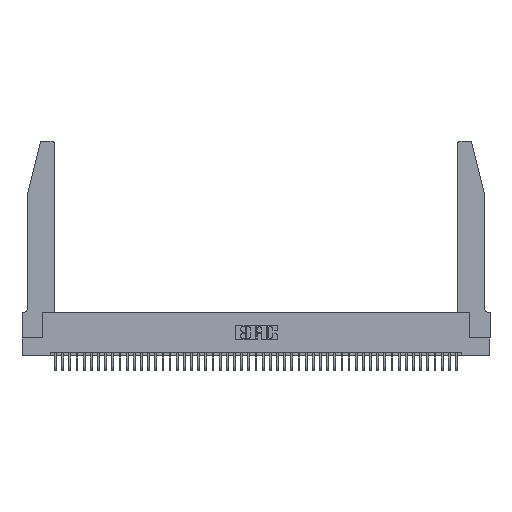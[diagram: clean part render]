
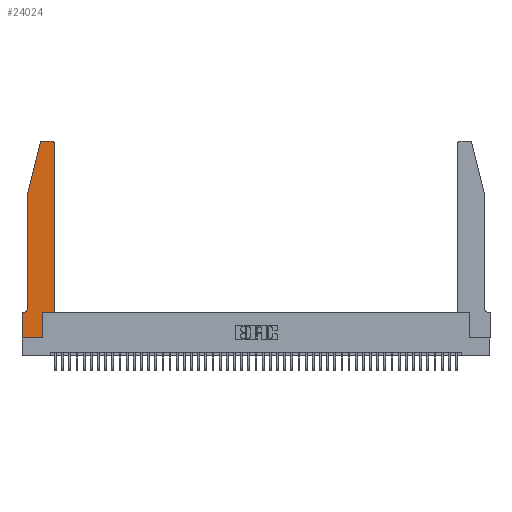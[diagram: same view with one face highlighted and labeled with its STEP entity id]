
A CAD part, top view. The second image highlights one B-rep face of the part: STEP entity #24024.
In plain terms, the highlighted planar face has unit normal (0, 0, 1).
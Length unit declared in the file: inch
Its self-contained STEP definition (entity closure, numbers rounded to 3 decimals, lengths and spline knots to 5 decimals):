
#345 = EDGE_CURVE ( 'NONE', #34264, #29567, #11310, .T. ) ;
#781 = DIRECTION ( 'NONE',  ( -1., 0., 0. ) ) ;
#2058 = LINE ( 'NONE', #44262, #3239 ) ;
#2749 = LINE ( 'NONE', #40400, #38336 ) ;
#3075 = EDGE_LOOP ( 'NONE', ( #29355, #25997, #47663, #41742, #19219, #29306, #20963, #21225, #25585, #7394, #8285, #41542 ) ) ;
#3239 = VECTOR ( 'NONE', #44422, 39.37008 ) ;
#3303 = AXIS2_PLACEMENT_3D ( 'NONE', #23238, #4795, #8295 ) ;
#3376 = EDGE_CURVE ( 'NONE', #41655, #21968, #2058, .T. ) ;
#3666 = AXIS2_PLACEMENT_3D ( 'NONE', #13938, #28886, #48107 ) ;
#4795 = DIRECTION ( 'NONE',  ( 0., 0., 1. ) ) ;
#5225 = CARTESIAN_POINT ( 'NONE',  ( 0.4505, 0.35, 0.37 ) ) ;
#5870 = EDGE_CURVE ( 'NONE', #48402, #34264, #25099, .T. ) ;
#6466 = VERTEX_POINT ( 'NONE', #30062 ) ;
#7394 = ORIENTED_EDGE ( 'NONE', *, *, #5870, .T. ) ;
#8285 = ORIENTED_EDGE ( 'NONE', *, *, #345, .T. ) ;
#8295 = DIRECTION ( 'NONE',  ( 1., 0., 0. ) ) ;
#8577 = CARTESIAN_POINT ( 'NONE',  ( 0.4505, 0.35, 0.37 ) ) ;
#9289 = EDGE_CURVE ( 'NONE', #21968, #46620, #46520, .T. ) ;
#9581 = CARTESIAN_POINT ( 'NONE',  ( 0., 0.35, 0.37 ) ) ;
#10497 = CARTESIAN_POINT ( 'NONE',  ( 0., 0., 0.37 ) ) ;
#11090 = CARTESIAN_POINT ( 'NONE',  ( 0., 0., 0.37 ) ) ;
#11310 = LINE ( 'NONE', #8577, #46923 ) ;
#13938 = CARTESIAN_POINT ( 'NONE',  ( 0.0055, 0.42, 0.37 ) ) ;
#14220 = LINE ( 'NONE', #29915, #40942 ) ;
#14325 = CARTESIAN_POINT ( 'NONE',  ( 0.4205, 2.75, 0.37 ) ) ;
#14739 = CARTESIAN_POINT ( 'NONE',  ( 0.2865, 0.35, 0.37 ) ) ;
#14821 = CARTESIAN_POINT ( 'NONE',  ( 0., 0., 0.37 ) ) ;
#15746 = CARTESIAN_POINT ( 'NONE',  ( 0.2605, 2.75, 0.37 ) ) ;
#16567 = LINE ( 'NONE', #14821, #42695 ) ;
#17396 = VECTOR ( 'NONE', #45947, 39.37008 ) ;
#18154 = CARTESIAN_POINT ( 'NONE',  ( 0.4205, 2.72, 0.37 ) ) ;
#18718 = CARTESIAN_POINT ( 'NONE',  ( 0.2865, 0., 0.37 ) ) ;
#19201 = EDGE_CURVE ( 'NONE', #40175, #6466, #2749, .T. ) ;
#19219 = ORIENTED_EDGE ( 'NONE', *, *, #20472, .T. ) ;
#19317 = CARTESIAN_POINT ( 'NONE',  ( 0.284, 2.75, 0.37 ) ) ;
#20472 = EDGE_CURVE ( 'NONE', #6466, #41655, #38161, .T. ) ;
#20822 = VECTOR ( 'NONE', #781, 39.37008 ) ;
#20839 = CARTESIAN_POINT ( 'NONE',  ( 0.4505, 0.35, 0.37 ) ) ;
#20963 = ORIENTED_EDGE ( 'NONE', *, *, #9289, .T. ) ;
#21225 = ORIENTED_EDGE ( 'NONE', *, *, #23782, .T. ) ;
#21968 = VERTEX_POINT ( 'NONE', #9581 ) ;
#22190 = VECTOR ( 'NONE', #25479, 39.37008 ) ;
#23238 = CARTESIAN_POINT ( 'NONE',  ( 0.284, 2.72, 0.37 ) ) ;
#23782 = EDGE_CURVE ( 'NONE', #46620, #31902, #16567, .T. ) ;
#23964 = DIRECTION ( 'NONE',  ( 1., 0., 0. ) ) ;
#24024 = ADVANCED_FACE ( 'NONE', ( #33777 ), #38848, .T. ) ;
#24125 = AXIS2_PLACEMENT_3D ( 'NONE', #18154, #33231, #33386 ) ;
#24146 = CARTESIAN_POINT ( 'NONE',  ( 0.0755, 2., 0.37 ) ) ;
#24715 = CARTESIAN_POINT ( 'NONE',  ( 0.4505, 2.72, 0.37 ) ) ;
#25099 = LINE ( 'NONE', #20839, #30424 ) ;
#25479 = DIRECTION ( 'NONE',  ( 0., 1., 0. ) ) ;
#25585 = ORIENTED_EDGE ( 'NONE', *, *, #27411, .T. ) ;
#25759 = VERTEX_POINT ( 'NONE', #19317 ) ;
#25997 = ORIENTED_EDGE ( 'NONE', *, *, #29201, .T. ) ;
#27411 = EDGE_CURVE ( 'NONE', #31902, #48402, #44138, .T. ) ;
#28209 = CARTESIAN_POINT ( 'NONE',  ( 0.25487, 2.72718, 0.37 ) ) ;
#28886 = DIRECTION ( 'NONE',  ( 0., 0., -1. ) ) ;
#29003 = DIRECTION ( 'NONE',  ( 0., -1., 0. ) ) ;
#29201 = EDGE_CURVE ( 'NONE', #25759, #35549, #45812, .T. ) ;
#29306 = ORIENTED_EDGE ( 'NONE', *, *, #3376, .T. ) ;
#29355 = ORIENTED_EDGE ( 'NONE', *, *, #29907, .T. ) ;
#29567 = VERTEX_POINT ( 'NONE', #24715 ) ;
#29907 = EDGE_CURVE ( 'NONE', #36457, #25759, #36831, .T. ) ;
#29915 = CARTESIAN_POINT ( 'NONE',  ( 0.0755, 2., 0.37 ) ) ;
#30062 = CARTESIAN_POINT ( 'NONE',  ( 0.0755, 0.42, 0.37 ) ) ;
#30424 = VECTOR ( 'NONE', #31805, 39.37008 ) ;
#31435 = CARTESIAN_POINT ( 'NONE',  ( 0.0055, 0.35, 0.37 ) ) ;
#31805 = DIRECTION ( 'NONE',  ( 1., 0., 0. ) ) ;
#31902 = VERTEX_POINT ( 'NONE', #18718 ) ;
#32988 = EDGE_CURVE ( 'NONE', #29567, #36457, #36509, .T. ) ;
#33231 = DIRECTION ( 'NONE',  ( 0., 0., 1. ) ) ;
#33386 = DIRECTION ( 'NONE',  ( 1., 0., 0. ) ) ;
#33777 = FACE_OUTER_BOUND ( 'NONE', #3075, .T. ) ;
#34264 = VERTEX_POINT ( 'NONE', #5225 ) ;
#35549 = VERTEX_POINT ( 'NONE', #28209 ) ;
#36457 = VERTEX_POINT ( 'NONE', #14325 ) ;
#36509 = CIRCLE ( 'NONE', #24125, 0.03 ) ;
#36831 = LINE ( 'NONE', #15746, #20822 ) ;
#38161 = CIRCLE ( 'NONE', #3666, 0.07 ) ;
#38336 = VECTOR ( 'NONE', #29003, 39.37008 ) ;
#38394 = EDGE_CURVE ( 'NONE', #35549, #40175, #14220, .T. ) ;
#38848 = PLANE ( 'NONE',  #48295 ) ;
#39166 = DIRECTION ( 'NONE',  ( 0., 0., 1. ) ) ;
#40175 = VERTEX_POINT ( 'NONE', #24146 ) ;
#40400 = CARTESIAN_POINT ( 'NONE',  ( 0.0755, 2., 0.37 ) ) ;
#40942 = VECTOR ( 'NONE', #41011, 39.37008 ) ;
#41011 = DIRECTION ( 'NONE',  ( -0.239, -0.971, 0. ) ) ;
#41047 = CARTESIAN_POINT ( 'NONE',  ( 0.2865, 0.35, 0.37 ) ) ;
#41537 = DIRECTION ( 'NONE',  ( 0., 1., 0. ) ) ;
#41542 = ORIENTED_EDGE ( 'NONE', *, *, #32988, .T. ) ;
#41655 = VERTEX_POINT ( 'NONE', #31435 ) ;
#41742 = ORIENTED_EDGE ( 'NONE', *, *, #19201, .T. ) ;
#42695 = VECTOR ( 'NONE', #49021, 39.37008 ) ;
#44138 = LINE ( 'NONE', #41047, #22190 ) ;
#44262 = CARTESIAN_POINT ( 'NONE',  ( 0.0755, 0.35, 0.37 ) ) ;
#44422 = DIRECTION ( 'NONE',  ( -1., 0., 0. ) ) ;
#45812 = CIRCLE ( 'NONE', #3303, 0.03 ) ;
#45947 = DIRECTION ( 'NONE',  ( 0., -1., 0. ) ) ;
#46520 = LINE ( 'NONE', #11090, #17396 ) ;
#46620 = VERTEX_POINT ( 'NONE', #10497 ) ;
#46661 = CARTESIAN_POINT ( 'NONE',  ( 0., 0.35, 0.37 ) ) ;
#46923 = VECTOR ( 'NONE', #41537, 39.37008 ) ;
#47663 = ORIENTED_EDGE ( 'NONE', *, *, #38394, .T. ) ;
#48107 = DIRECTION ( 'NONE',  ( -1., 0., 0. ) ) ;
#48295 = AXIS2_PLACEMENT_3D ( 'NONE', #46661, #39166, #23964 ) ;
#48402 = VERTEX_POINT ( 'NONE', #14739 ) ;
#49021 = DIRECTION ( 'NONE',  ( 1., 0., 0. ) ) ;
